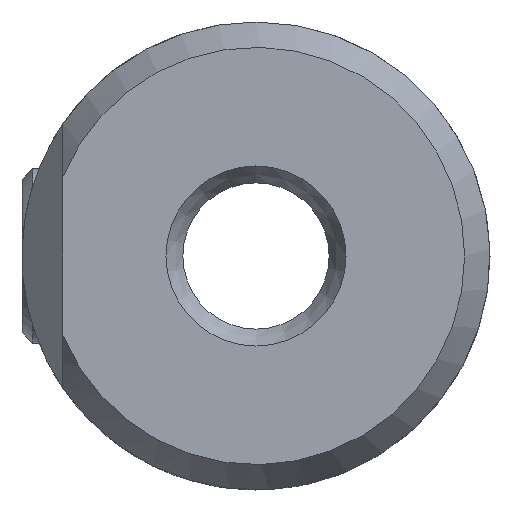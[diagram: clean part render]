
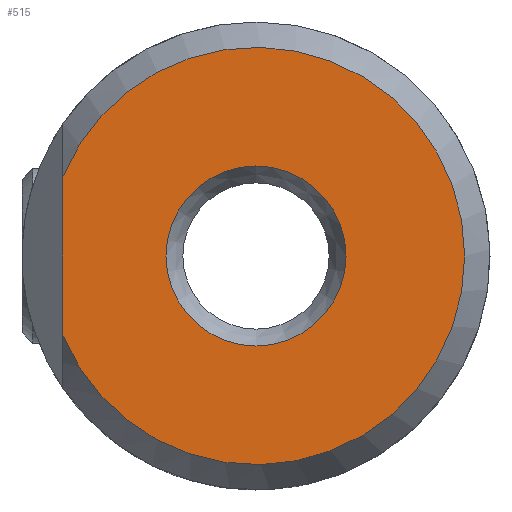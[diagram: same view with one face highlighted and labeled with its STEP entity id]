
A CAD part, left-side view. The second image highlights one B-rep face of the part: STEP entity #515.
In plain terms, the highlighted planar face has unit normal (-1, 0, 0).
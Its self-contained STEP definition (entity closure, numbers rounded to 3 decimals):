
#9 = VERTEX_POINT ( 'NONE', #866 ) ;
#32 = CIRCLE ( 'NONE', #370, 3.077 ) ;
#39 = AXIS2_PLACEMENT_3D ( 'NONE', #481, #210, #384 ) ;
#76 = FACE_OUTER_BOUND ( 'NONE', #551, .T. ) ;
#88 = DIRECTION ( 'NONE',  ( 0., 0., -1. ) ) ;
#147 = DIRECTION ( 'NONE',  ( 0., 0., -1. ) ) ;
#154 = EDGE_LOOP ( 'NONE', ( #785 ) ) ;
#169 = CARTESIAN_POINT ( 'NONE',  ( 0., 7.134, 0. ) ) ;
#202 = EDGE_CURVE ( 'NONE', #633, #813, #586, .T. ) ;
#203 = ORIENTED_EDGE ( 'NONE', *, *, #913, .T. ) ;
#210 = DIRECTION ( 'NONE',  ( -1., 0., 0. ) ) ;
#230 = CARTESIAN_POINT ( 'NONE',  ( 0., 6.6, 2.708 ) ) ;
#269 = CARTESIAN_POINT ( 'NONE',  ( 0., 6.6, -2.708 ) ) ;
#280 = VECTOR ( 'NONE', #147, 1000. ) ;
#370 = AXIS2_PLACEMENT_3D ( 'NONE', #623, #456, #1065 ) ;
#384 = DIRECTION ( 'NONE',  ( 0., 0., 1. ) ) ;
#456 = DIRECTION ( 'NONE',  ( -1., 0., 0. ) ) ;
#481 = CARTESIAN_POINT ( 'NONE',  ( 0., 0., 0. ) ) ;
#515 = ADVANCED_FACE ( 'NONE', ( #562, #76 ), #1047, .F. ) ;
#516 = DIRECTION ( 'NONE',  ( 1., 0., 0. ) ) ;
#551 = EDGE_LOOP ( 'NONE', ( #790, #203 ) ) ;
#562 = FACE_BOUND ( 'NONE', #154, .T. ) ;
#586 = CIRCLE ( 'NONE', #39, 7.134 ) ;
#623 = CARTESIAN_POINT ( 'NONE',  ( 0., 0., 0. ) ) ;
#633 = VERTEX_POINT ( 'NONE', #269 ) ;
#646 = EDGE_CURVE ( 'NONE', #9, #9, #32, .T. ) ;
#785 = ORIENTED_EDGE ( 'NONE', *, *, #646, .F. ) ;
#790 = ORIENTED_EDGE ( 'NONE', *, *, #202, .T. ) ;
#813 = VERTEX_POINT ( 'NONE', #230 ) ;
#864 = AXIS2_PLACEMENT_3D ( 'NONE', #169, #516, #88 ) ;
#866 = CARTESIAN_POINT ( 'NONE',  ( 0., 0., 3.077 ) ) ;
#913 = EDGE_CURVE ( 'NONE', #813, #633, #989, .T. ) ;
#989 = LINE ( 'NONE', #1118, #280 ) ;
#1047 = PLANE ( 'NONE',  #864 ) ;
#1065 = DIRECTION ( 'NONE',  ( 0., 0., 1. ) ) ;
#1118 = CARTESIAN_POINT ( 'NONE',  ( 0., 6.6, 0. ) ) ;
